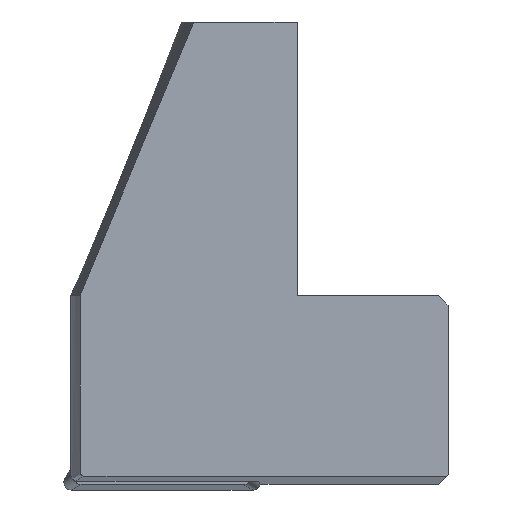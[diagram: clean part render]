
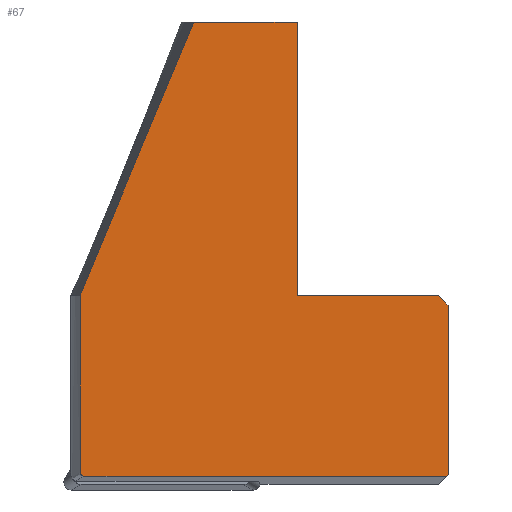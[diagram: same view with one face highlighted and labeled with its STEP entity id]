
A CAD part, front view. The second image highlights one B-rep face of the part: STEP entity #67.
In plain terms, the highlighted planar face has unit normal (0, -1, 0).
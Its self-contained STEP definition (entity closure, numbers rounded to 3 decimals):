
#67=ADVANCED_FACE('',(#117),#93,.F.);
#93=PLANE('',#581);
#117=FACE_OUTER_BOUND('',#145,.T.);
#145=EDGE_LOOP('',(#200,#201,#202,#203,#204,#205,#206,#207,#208,#209));
#171=B_SPLINE_CURVE_WITH_KNOTS('',3,(#807,#808,#809,#810,#811,#812,#813,
#814,#815,#816,#817,#818,#819,#820,#821,#822,#823,#824),.UNSPECIFIED.,.F.,
 .F.,(4,1,1,1,1,1,1,1,1,1,1,1,1,1,1,4),(0.,0.067,0.133,
0.2,0.267,0.333,0.4,0.467,0.533,
0.6,0.667,0.733,0.8,0.867,0.933,
1.),.UNSPECIFIED.);
#174=B_SPLINE_CURVE_WITH_KNOTS('',3,(#890,#891,#892,#893,#894,#895,#896,
#897,#898),.UNSPECIFIED.,.F.,.F.,(4,1,1,1,1,1,4),(0.,0.167,0.333,
0.5,0.667,0.833,1.),.UNSPECIFIED.);
#200=ORIENTED_EDGE('',*,*,#387,.T.);
#201=ORIENTED_EDGE('',*,*,#388,.T.);
#202=ORIENTED_EDGE('',*,*,#389,.F.);
#203=ORIENTED_EDGE('',*,*,#390,.F.);
#204=ORIENTED_EDGE('',*,*,#379,.F.);
#205=ORIENTED_EDGE('',*,*,#377,.F.);
#206=ORIENTED_EDGE('',*,*,#374,.F.);
#207=ORIENTED_EDGE('',*,*,#391,.F.);
#208=ORIENTED_EDGE('',*,*,#392,.T.);
#209=ORIENTED_EDGE('',*,*,#393,.T.);
#326=VERTEX_POINT('',#766);
#327=VERTEX_POINT('',#768);
#329=VERTEX_POINT('',#825);
#330=VERTEX_POINT('',#865);
#336=VERTEX_POINT('',#884);
#337=VERTEX_POINT('',#885);
#338=VERTEX_POINT('',#887);
#339=VERTEX_POINT('',#889);
#340=VERTEX_POINT('',#900);
#341=VERTEX_POINT('',#902);
#374=EDGE_CURVE('',#326,#327,#446,.T.);
#377=EDGE_CURVE('',#327,#329,#171,.T.);
#379=EDGE_CURVE('',#329,#330,#447,.T.);
#387=EDGE_CURVE('',#336,#337,#452,.T.);
#388=EDGE_CURVE('',#337,#338,#453,.T.);
#389=EDGE_CURVE('',#339,#338,#454,.T.);
#390=EDGE_CURVE('',#330,#339,#174,.T.);
#391=EDGE_CURVE('',#340,#326,#455,.T.);
#392=EDGE_CURVE('',#340,#341,#456,.T.);
#393=EDGE_CURVE('',#341,#336,#457,.T.);
#446=LINE('',#767,#501);
#447=LINE('',#864,#502);
#452=LINE('',#883,#507);
#453=LINE('',#886,#508);
#454=LINE('',#888,#509);
#455=LINE('',#899,#510);
#456=LINE('',#901,#511);
#457=LINE('',#903,#512);
#501=VECTOR('',#627,1.);
#502=VECTOR('',#630,1.);
#507=VECTOR('',#643,1.);
#508=VECTOR('',#644,1.);
#509=VECTOR('',#645,1.);
#510=VECTOR('',#646,1.);
#511=VECTOR('',#647,1.);
#512=VECTOR('',#648,1.);
#581=AXIS2_PLACEMENT_3D('',#904,#649,#650);
#627=DIRECTION('',(-1.,0.,0.));
#630=DIRECTION('',(0.,0.,1.));
#643=DIRECTION('',(-1.,0.,0.));
#644=DIRECTION('',(0.,0.,1.));
#645=DIRECTION('',(1.,0.,0.));
#646=DIRECTION('',(-0.707,0.,-0.707));
#647=DIRECTION('',(0.,0.,1.));
#648=DIRECTION('',(-0.707,0.,0.707));
#649=DIRECTION('',(0.,1.,0.));
#650=DIRECTION('',(0.,0.,1.));
#766=CARTESIAN_POINT('',(7.937,-5.,-9.563));
#767=CARTESIAN_POINT('',(7.937,-5.,-9.563));
#768=CARTESIAN_POINT('',(-11.294,-5.,-9.563));
#807=CARTESIAN_POINT('',(-11.294,-5.,-9.563));
#808=CARTESIAN_POINT('',(-11.301,-5.,-9.563));
#809=CARTESIAN_POINT('',(-11.316,-5.,-9.562));
#810=CARTESIAN_POINT('',(-11.337,-5.,-9.559));
#811=CARTESIAN_POINT('',(-11.357,-5.,-9.553));
#812=CARTESIAN_POINT('',(-11.377,-5.,-9.546));
#813=CARTESIAN_POINT('',(-11.396,-5.,-9.536));
#814=CARTESIAN_POINT('',(-11.414,-5.,-9.525));
#815=CARTESIAN_POINT('',(-11.43,-5.,-9.512));
#816=CARTESIAN_POINT('',(-11.444,-5.,-9.497));
#817=CARTESIAN_POINT('',(-11.457,-5.,-9.481));
#818=CARTESIAN_POINT('',(-11.469,-5.,-9.464));
#819=CARTESIAN_POINT('',(-11.478,-5.,-9.445));
#820=CARTESIAN_POINT('',(-11.486,-5.,-9.426));
#821=CARTESIAN_POINT('',(-11.491,-5.,-9.406));
#822=CARTESIAN_POINT('',(-11.494,-5.,-9.386));
#823=CARTESIAN_POINT('',(-11.495,-5.,-9.372));
#824=CARTESIAN_POINT('',(-11.495,-5.,-9.365));
#825=CARTESIAN_POINT('',(-11.495,-5.,-9.365));
#864=CARTESIAN_POINT('',(-11.495,-5.,-9.365));
#865=CARTESIAN_POINT('',(-11.495,-5.,0.));
#883=CARTESIAN_POINT('',(7.5,-5.,0.));
#884=CARTESIAN_POINT('',(7.5,-5.,0.));
#885=CARTESIAN_POINT('',(0.,-5.,0.));
#886=CARTESIAN_POINT('',(0.,-5.,0.4));
#887=CARTESIAN_POINT('',(0.,-5.,14.5));
#888=CARTESIAN_POINT('',(-5.477,-5.,14.5));
#889=CARTESIAN_POINT('',(-5.477,-5.,14.5));
#890=CARTESIAN_POINT('',(-11.495,-5.,0.));
#891=CARTESIAN_POINT('',(-11.088,-5.,0.986));
#892=CARTESIAN_POINT('',(-10.301,-5.,2.892));
#893=CARTESIAN_POINT('',(-9.203,-5.,5.548));
#894=CARTESIAN_POINT('',(-8.176,-5.,8.024));
#895=CARTESIAN_POINT('',(-7.215,-5.,10.336));
#896=CARTESIAN_POINT('',(-6.315,-5.,12.497));
#897=CARTESIAN_POINT('',(-5.75,-5.,13.848));
#898=CARTESIAN_POINT('',(-5.477,-5.,14.5));
#899=CARTESIAN_POINT('',(8.,-5.,-9.5));
#900=CARTESIAN_POINT('',(8.,-5.,-9.5));
#901=CARTESIAN_POINT('',(8.,-5.,-9.5));
#902=CARTESIAN_POINT('',(8.,-5.,-0.5));
#903=CARTESIAN_POINT('',(8.,-5.,-0.5));
#904=CARTESIAN_POINT('',(-14.707,-5.,-10.));
